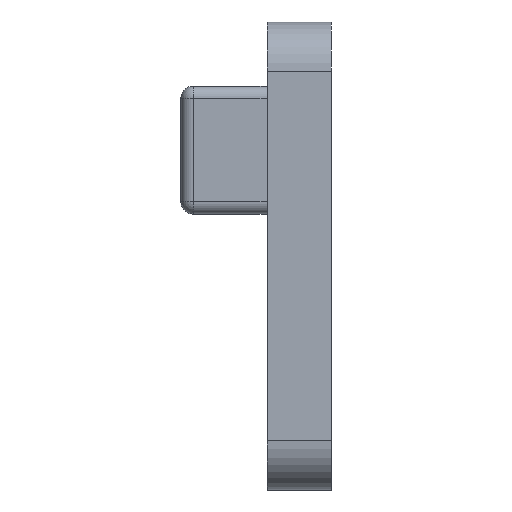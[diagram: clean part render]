
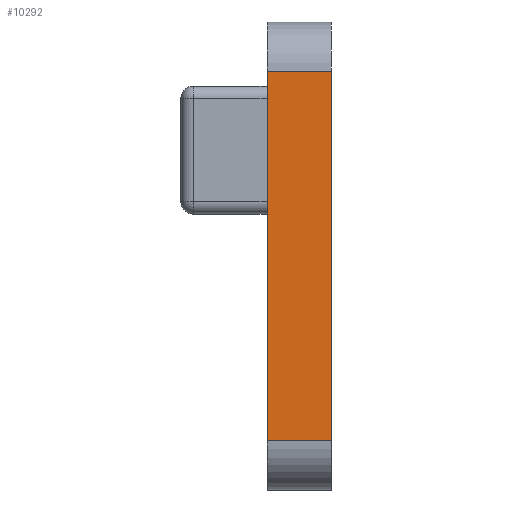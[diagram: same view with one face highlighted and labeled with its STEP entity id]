
A CAD part, front view. The second image highlights one B-rep face of the part: STEP entity #10292.
In plain terms, the highlighted planar face has unit normal (0, -1, 0).
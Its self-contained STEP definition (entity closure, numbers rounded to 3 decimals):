
#615 = CARTESIAN_POINT ( 'NONE',  ( -1.3, -17., -7.5 ) ) ;
#741 = FACE_OUTER_BOUND ( 'NONE', #14905, .T. ) ;
#972 = CARTESIAN_POINT ( 'NONE',  ( 1.3, -17., 9.5 ) ) ;
#1039 = DIRECTION ( 'NONE',  ( 0., 1., 0. ) ) ;
#1389 = VERTEX_POINT ( 'NONE', #18594 ) ;
#1711 = ORIENTED_EDGE ( 'NONE', *, *, #13606, .T. ) ;
#2202 = AXIS2_PLACEMENT_3D ( 'NONE', #972, #1039, #4061 ) ;
#2882 = ORIENTED_EDGE ( 'NONE', *, *, #5993, .T. ) ;
#3103 = CARTESIAN_POINT ( 'NONE',  ( 1.3, -17., 7.5 ) ) ;
#3285 = LINE ( 'NONE', #11932, #4477 ) ;
#3937 = LINE ( 'NONE', #11995, #13257 ) ;
#4061 = DIRECTION ( 'NONE',  ( 0., 0., 1. ) ) ;
#4477 = VECTOR ( 'NONE', #8864, 1000. ) ;
#5078 = VERTEX_POINT ( 'NONE', #12988 ) ;
#5266 = DIRECTION ( 'NONE',  ( 1., 0., 0. ) ) ;
#5670 = LINE ( 'NONE', #17431, #16948 ) ;
#5944 = DIRECTION ( 'NONE',  ( 0., 0., -1. ) ) ;
#5993 = EDGE_CURVE ( 'NONE', #14748, #6239, #3937, .T. ) ;
#6239 = VERTEX_POINT ( 'NONE', #615 ) ;
#7136 = PLANE ( 'NONE',  #2202 ) ;
#7728 = ORIENTED_EDGE ( 'NONE', *, *, #9138, .T. ) ;
#7855 = CARTESIAN_POINT ( 'NONE',  ( -1.3, -17., 7.5 ) ) ;
#7902 = DIRECTION ( 'NONE',  ( -1., 0., 0. ) ) ;
#8683 = LINE ( 'NONE', #3103, #18737 ) ;
#8864 = DIRECTION ( 'NONE',  ( 0., 0., -1. ) ) ;
#9138 = EDGE_CURVE ( 'NONE', #5078, #14748, #8683, .T. ) ;
#10292 = ADVANCED_FACE ( 'NONE', ( #741 ), #7136, .F. ) ;
#11932 = CARTESIAN_POINT ( 'NONE',  ( 1.3, -17., 9.5 ) ) ;
#11995 = CARTESIAN_POINT ( 'NONE',  ( -1.3, -17., 9.5 ) ) ;
#12988 = CARTESIAN_POINT ( 'NONE',  ( 1.3, -17., 7.5 ) ) ;
#13257 = VECTOR ( 'NONE', #5944, 1000. ) ;
#13606 = EDGE_CURVE ( 'NONE', #6239, #1389, #5670, .T. ) ;
#14451 = ORIENTED_EDGE ( 'NONE', *, *, #18622, .F. ) ;
#14748 = VERTEX_POINT ( 'NONE', #7855 ) ;
#14905 = EDGE_LOOP ( 'NONE', ( #2882, #1711, #14451, #7728 ) ) ;
#16948 = VECTOR ( 'NONE', #5266, 1000. ) ;
#17431 = CARTESIAN_POINT ( 'NONE',  ( 1.3, -17., -7.5 ) ) ;
#18594 = CARTESIAN_POINT ( 'NONE',  ( 1.3, -17., -7.5 ) ) ;
#18622 = EDGE_CURVE ( 'NONE', #5078, #1389, #3285, .T. ) ;
#18737 = VECTOR ( 'NONE', #7902, 1000. ) ;
